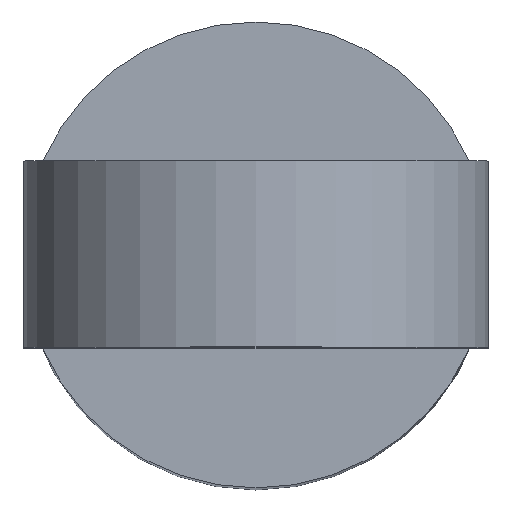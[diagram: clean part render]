
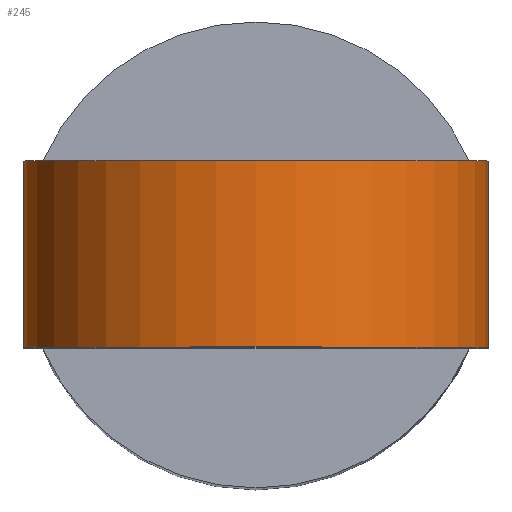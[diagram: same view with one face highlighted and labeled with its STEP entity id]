
A CAD part, top view. The second image highlights one B-rep face of the part: STEP entity #245.
In plain terms, the highlighted cylindrical face has radius 25 mm (diameter 50 mm), a partial arc.
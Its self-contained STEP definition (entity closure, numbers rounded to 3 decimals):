
#16=CYLINDRICAL_SURFACE('',#287,25.);
#27=FACE_OUTER_BOUND('',#44,.T.);
#44=EDGE_LOOP('',(#182,#183,#184,#185));
#68=LINE('',#426,#87);
#69=LINE('',#429,#88);
#87=VECTOR('',#343,10.);
#88=VECTOR('',#346,10.);
#98=CIRCLE('',#283,25.);
#101=CIRCLE('',#288,25.);
#117=VERTEX_POINT('',#409);
#118=VERTEX_POINT('',#411);
#123=VERTEX_POINT('',#425);
#124=VERTEX_POINT('',#427);
#139=EDGE_CURVE('',#117,#118,#98,.T.);
#146=EDGE_CURVE('',#123,#117,#68,.T.);
#147=EDGE_CURVE('',#124,#123,#101,.T.);
#148=EDGE_CURVE('',#118,#124,#69,.T.);
#182=ORIENTED_EDGE('',*,*,#146,.F.);
#183=ORIENTED_EDGE('',*,*,#147,.F.);
#184=ORIENTED_EDGE('',*,*,#148,.F.);
#185=ORIENTED_EDGE('',*,*,#139,.F.);
#245=ADVANCED_FACE('',(#27),#16,.T.);
#283=AXIS2_PLACEMENT_3D('',#412,#329,#330);
#287=AXIS2_PLACEMENT_3D('',#424,#341,#342);
#288=AXIS2_PLACEMENT_3D('',#428,#344,#345);
#329=DIRECTION('center_axis',(0.,-1.,0.));
#330=DIRECTION('ref_axis',(0.,0.,1.));
#341=DIRECTION('center_axis',(0.,1.,0.));
#342=DIRECTION('ref_axis',(0.,0.,1.));
#343=DIRECTION('',(0.,-1.,0.));
#344=DIRECTION('center_axis',(0.,1.,0.));
#345=DIRECTION('ref_axis',(0.,0.,1.));
#346=DIRECTION('',(0.,1.,0.));
#409=CARTESIAN_POINT('',(25.,-10.,175.));
#411=CARTESIAN_POINT('',(-25.,-10.,175.));
#412=CARTESIAN_POINT('Origin',(0.,-10.,175.));
#424=CARTESIAN_POINT('Origin',(0.,0.,
175.));
#425=CARTESIAN_POINT('',(25.,10.,175.));
#426=CARTESIAN_POINT('',(25.,0.,175.));
#427=CARTESIAN_POINT('',(-25.,10.,175.));
#428=CARTESIAN_POINT('Origin',(0.,10.,175.));
#429=CARTESIAN_POINT('',(-25.,0.,175.));
